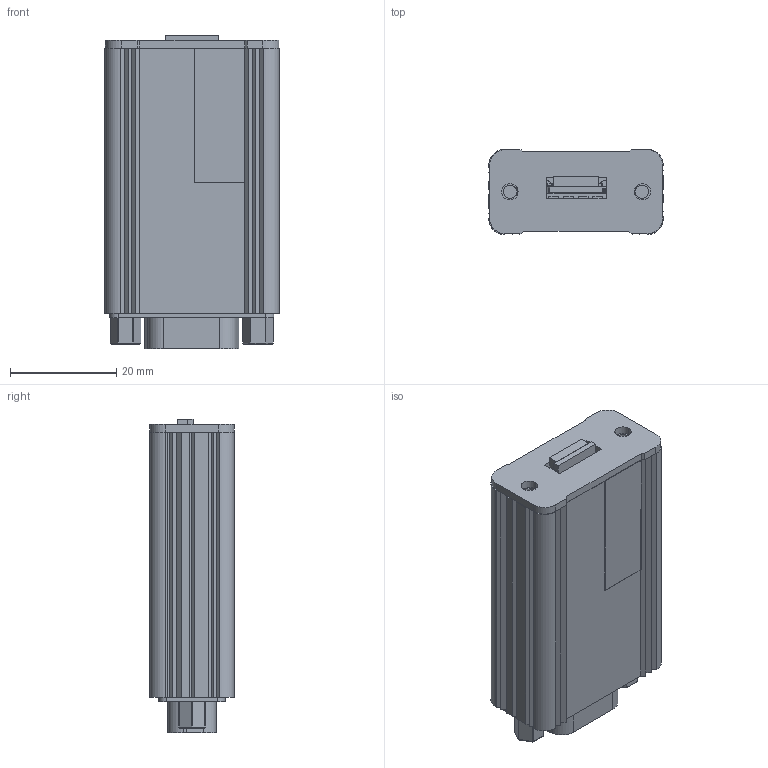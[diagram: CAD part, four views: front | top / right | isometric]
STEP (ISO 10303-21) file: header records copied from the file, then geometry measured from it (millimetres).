
FILE_DESCRIPTION (( 'STEP AP203' ), '1' );
FILE_NAME ('ACC009.STEP', '2017-05-22T12:18:47', ( '' ), ( '' ), 'SwSTEP 2.0', 'SolidWorks 2016', '' );
FILE_SCHEMA (( 'CONFIG_CONTROL_DESIGN' ));
Length unit declared in the file: millimetre
Products named in the file (34): C_LineDriver_ACC_v1; R4; SW3DPS-SO-8-DEFAULT; K1; MN00909; R3; IC1; SW3dPS-R0805; Nalepka_50x20; R2; L2; L1; distancnik_sestrobi; R1; srf2012a; C0603; Nalepka_s_serijsko_stevilko; C1; L3; C6; OH33_16_v5; ACC009; C2; L4; C3; Board; db9M_kabel; C5; C4; Extruded; K2; SW3dPS-R0603; VAR1; 560580496
Assembly tree (46 placements, depth 5):
  ACC009
    OH33_16_v5  x2
    C_LineDriver_ACC_v1
      Board
      K1
        560580496
          Extruded
      L1
        SW3dPS-R0805
      C6
        C0603
      C3
        C0603
      C4
        C0603
      VAR1
        SW3dPS-R0805
      IC1
        SW3DPS-SO-8-DEFAULT
      L2
        SW3dPS-R0805
      L3
        srf2012a
      L4
        srf2012a
      C5
        C0603
      R4
        SW3dPS-R0603
      R3
        SW3dPS-R0603
      R2
        SW3dPS-R0603
      R1
        SW3dPS-R0603
      C1
        C0603
      C2
        C0603
      K2
        db9M_kabel
    MN00909
    Nalepka_50x20
    distancnik_sestrobi  x2
    Nalepka_s_serijsko_stevilko
Bounding box: 32.9 x 16 x 59.21 mm (x, y, z)
Volume: 12027 mm3; surface area: 21105.9 mm2
Topology: 46 solids, 46 shells, 2275 faces, 5804 edges, 3518 vertices
Faces by surface type: plane 1297, bspline 522, cylinder 448, cone 8
Entity records: 42669 total; most frequent: CARTESIAN_POINT 11085, ORIENTED_EDGE 5890, DIRECTION 5476, EDGE_CURVE 2945, LINE 2182, VECTOR 2182, VERTEX_POINT 1885, AXIS2_PLACEMENT_3D 1647
